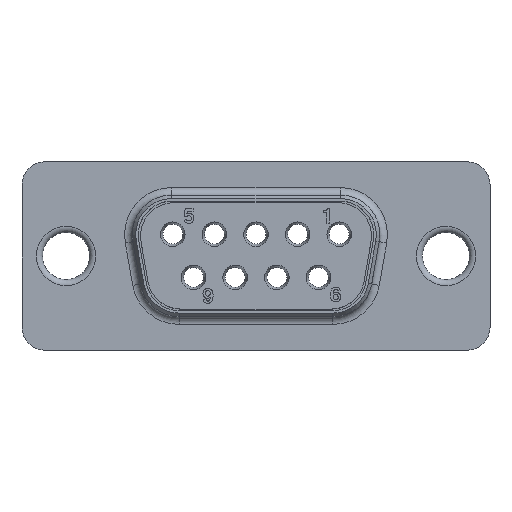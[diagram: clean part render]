
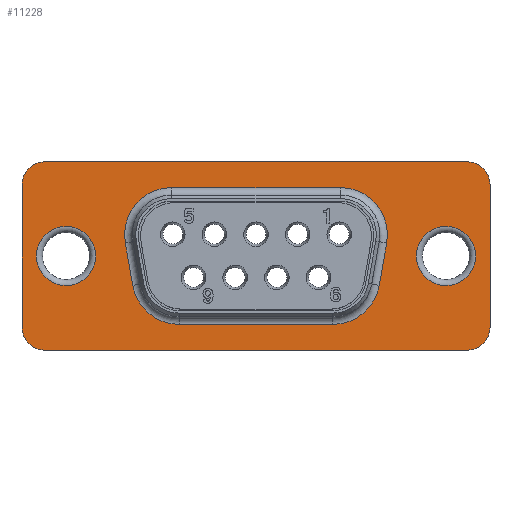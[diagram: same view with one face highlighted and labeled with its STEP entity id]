
A CAD part, top view. The second image highlights one B-rep face of the part: STEP entity #11228.
In plain terms, the highlighted face is planar.
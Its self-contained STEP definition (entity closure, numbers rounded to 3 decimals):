
#11057=CARTESIAN_POINT('',(-10.55,0.,-0.4));
#11058=VERTEX_POINT('',#11057);
#11059=CARTESIAN_POINT('',(-12.5,0.0,-0.4));
#11060=DIRECTION('',(0.0,0.0,-1.0));
#11061=DIRECTION('',(-1.0,0.0,0.0));
#11062=AXIS2_PLACEMENT_3D('',#11059,#11060,#11061);
#11063=CIRCLE('',#11062,1.95);
#11064=EDGE_CURVE('',#11058,#11058,#11063,.T.);
#11069=CARTESIAN_POINT('',(7.735,0.027,-0.4));
#11070=DIRECTION('',(0.0,0.0,1.0));
#11071=DIRECTION('',(1.0,0.0,0.0));
#11072=AXIS2_PLACEMENT_3D('',#11069,#11070,#11071);
#11073=PLANE('',#11072);
#11074=CARTESIAN_POINT('',(15.4,4.7,-0.4));
#11075=VERTEX_POINT('',#11074);
#11076=CARTESIAN_POINT('',(13.9,6.2,-0.4));
#11077=VERTEX_POINT('',#11076);
#11078=CARTESIAN_POINT('',(13.9,4.7,-0.4));
#11079=DIRECTION('',(0.0,0.0,1.0));
#11080=DIRECTION('',(0.707,0.707,0.0));
#11081=AXIS2_PLACEMENT_3D('',#11078,#11079,#11080);
#11082=CIRCLE('',#11081,1.5);
#11083=EDGE_CURVE('',#11075,#11077,#11082,.T.);
#11084=ORIENTED_EDGE('',*,*,#11083,.F.);
#11085=CARTESIAN_POINT('',(15.4,-4.7,-0.4));
#11086=VERTEX_POINT('',#11085);
#11087=CARTESIAN_POINT('',(15.4,-4.7,-0.4));
#11088=DIRECTION('',(0.0,1.0,0.0));
#11089=VECTOR('',#11088,9.4);
#11090=LINE('',#11087,#11089);
#11091=EDGE_CURVE('',#11086,#11075,#11090,.T.);
#11092=ORIENTED_EDGE('',*,*,#11091,.F.);
#11093=CARTESIAN_POINT('',(13.9,-6.2,-0.4));
#11094=VERTEX_POINT('',#11093);
#11095=CARTESIAN_POINT('',(13.9,-4.7,-0.4));
#11096=DIRECTION('',(0.0,0.0,1.0));
#11097=DIRECTION('',(0.707,-0.707,0.0));
#11098=AXIS2_PLACEMENT_3D('',#11095,#11096,#11097);
#11099=CIRCLE('',#11098,1.5);
#11100=EDGE_CURVE('',#11094,#11086,#11099,.T.);
#11101=ORIENTED_EDGE('',*,*,#11100,.F.);
#11102=CARTESIAN_POINT('',(-13.9,-6.2,-0.4));
#11103=VERTEX_POINT('',#11102);
#11104=CARTESIAN_POINT('',(-13.9,-6.2,-0.4));
#11105=DIRECTION('',(1.0,0.0,0.0));
#11106=VECTOR('',#11105,27.8);
#11107=LINE('',#11104,#11106);
#11108=EDGE_CURVE('',#11103,#11094,#11107,.T.);
#11109=ORIENTED_EDGE('',*,*,#11108,.F.);
#11110=CARTESIAN_POINT('',(-15.4,-4.7,-0.4));
#11111=VERTEX_POINT('',#11110);
#11112=CARTESIAN_POINT('',(-13.9,-4.7,-0.4));
#11113=DIRECTION('',(0.0,0.0,1.0));
#11114=DIRECTION('',(-0.707,-0.707,0.0));
#11115=AXIS2_PLACEMENT_3D('',#11112,#11113,#11114);
#11116=CIRCLE('',#11115,1.5);
#11117=EDGE_CURVE('',#11111,#11103,#11116,.T.);
#11118=ORIENTED_EDGE('',*,*,#11117,.F.);
#11119=CARTESIAN_POINT('',(-15.4,4.7,-0.4));
#11120=VERTEX_POINT('',#11119);
#11121=CARTESIAN_POINT('',(-15.4,4.7,-0.4));
#11122=DIRECTION('',(0.0,-1.0,0.0));
#11123=VECTOR('',#11122,9.4);
#11124=LINE('',#11121,#11123);
#11125=EDGE_CURVE('',#11120,#11111,#11124,.T.);
#11126=ORIENTED_EDGE('',*,*,#11125,.F.);
#11127=CARTESIAN_POINT('',(-13.9,6.2,-0.4));
#11128=VERTEX_POINT('',#11127);
#11129=CARTESIAN_POINT('',(-13.9,4.7,-0.4));
#11130=DIRECTION('',(0.0,0.0,1.0));
#11131=DIRECTION('',(-0.707,0.707,0.0));
#11132=AXIS2_PLACEMENT_3D('',#11129,#11130,#11131);
#11133=CIRCLE('',#11132,1.5);
#11134=EDGE_CURVE('',#11128,#11120,#11133,.T.);
#11135=ORIENTED_EDGE('',*,*,#11134,.F.);
#11136=CARTESIAN_POINT('',(13.9,6.2,-0.4));
#11137=DIRECTION('',(-1.0,0.0,0.0));
#11138=VECTOR('',#11137,27.8);
#11139=LINE('',#11136,#11138);
#11140=EDGE_CURVE('',#11077,#11128,#11139,.T.);
#11141=ORIENTED_EDGE('',*,*,#11140,.F.);
#11142=EDGE_LOOP('',(#11084,#11092,#11101,#11109,#11118,#11126,#11135,#11141));
#11143=FACE_OUTER_BOUND('',#11142,.T.);
#11144=CARTESIAN_POINT('',(14.45,0.,-0.4));
#11145=VERTEX_POINT('',#11144);
#11146=CARTESIAN_POINT('',(12.5,0.0,-0.4));
#11147=DIRECTION('',(0.0,0.0,-1.0));
#11148=DIRECTION('',(-1.0,0.0,0.0));
#11149=AXIS2_PLACEMENT_3D('',#11146,#11147,#11148);
#11150=CIRCLE('',#11149,1.95);
#11151=EDGE_CURVE('',#11145,#11145,#11150,.T.);
#11152=ORIENTED_EDGE('',*,*,#11151,.F.);
#11153=EDGE_LOOP('',(#11152));
#11154=FACE_BOUND('',#11153,.T.);
#11155=CARTESIAN_POINT('',(5.056,-4.5,-0.4));
#11156=VERTEX_POINT('',#11155);
#11157=CARTESIAN_POINT('',(-5.056,-4.5,-0.4));
#11158=VERTEX_POINT('',#11157);
#11159=CARTESIAN_POINT('',(5.056,-4.5,-0.4));
#11160=DIRECTION('',(-1.0,0.0,0.0));
#11161=VECTOR('',#11160,10.113);
#11162=LINE('',#11159,#11161);
#11163=EDGE_CURVE('',#11156,#11158,#11162,.T.);
#11164=ORIENTED_EDGE('',*,*,#11163,.F.);
#11165=CARTESIAN_POINT('',(8.109,-1.938,-0.4));
#11166=VERTEX_POINT('',#11165);
#11167=CARTESIAN_POINT('',(5.056,-1.4,-0.4));
#11168=DIRECTION('',(0.0,0.0,-1.0));
#11169=DIRECTION('',(0.643,-0.766,0.0));
#11170=AXIS2_PLACEMENT_3D('',#11167,#11168,#11169);
#11171=CIRCLE('',#11170,3.1);
#11172=EDGE_CURVE('',#11166,#11156,#11171,.T.);
#11173=ORIENTED_EDGE('',*,*,#11172,.F.);
#11174=CARTESIAN_POINT('',(8.603,0.862,-0.4));
#11175=VERTEX_POINT('',#11174);
#11176=CARTESIAN_POINT('',(8.603,0.862,-0.4));
#11177=DIRECTION('',(-0.174,-0.985,0.0));
#11178=VECTOR('',#11177,2.843);
#11179=LINE('',#11176,#11178);
#11180=EDGE_CURVE('',#11175,#11166,#11179,.T.);
#11181=ORIENTED_EDGE('',*,*,#11180,.F.);
#11182=CARTESIAN_POINT('',(5.55,4.5,-0.4));
#11183=VERTEX_POINT('',#11182);
#11184=CARTESIAN_POINT('',(5.55,1.4,-0.4));
#11185=DIRECTION('',(0.0,0.0,-1.0));
#11186=DIRECTION('',(0.766,0.643,0.0));
#11187=AXIS2_PLACEMENT_3D('',#11184,#11185,#11186);
#11188=CIRCLE('',#11187,3.1);
#11189=EDGE_CURVE('',#11183,#11175,#11188,.T.);
#11190=ORIENTED_EDGE('',*,*,#11189,.F.);
#11191=CARTESIAN_POINT('',(-5.55,4.5,-0.4));
#11192=VERTEX_POINT('',#11191);
#11193=CARTESIAN_POINT('',(-5.55,4.5,-0.4));
#11194=DIRECTION('',(1.0,0.0,0.0));
#11195=VECTOR('',#11194,11.1);
#11196=LINE('',#11193,#11195);
#11197=EDGE_CURVE('',#11192,#11183,#11196,.T.);
#11198=ORIENTED_EDGE('',*,*,#11197,.F.);
#11199=CARTESIAN_POINT('',(-8.603,0.862,-0.4));
#11200=VERTEX_POINT('',#11199);
#11201=CARTESIAN_POINT('',(-5.55,1.4,-0.4));
#11202=DIRECTION('',(0.0,0.0,-1.0));
#11203=DIRECTION('',(-0.766,0.643,0.0));
#11204=AXIS2_PLACEMENT_3D('',#11201,#11202,#11203);
#11205=CIRCLE('',#11204,3.1);
#11206=EDGE_CURVE('',#11200,#11192,#11205,.T.);
#11207=ORIENTED_EDGE('',*,*,#11206,.F.);
#11208=CARTESIAN_POINT('',(-8.109,-1.938,-0.4));
#11209=VERTEX_POINT('',#11208);
#11210=CARTESIAN_POINT('',(-8.109,-1.938,-0.4));
#11211=DIRECTION('',(-0.174,0.985,0.0));
#11212=VECTOR('',#11211,2.843);
#11213=LINE('',#11210,#11212);
#11214=EDGE_CURVE('',#11209,#11200,#11213,.T.);
#11215=ORIENTED_EDGE('',*,*,#11214,.F.);
#11216=CARTESIAN_POINT('',(-5.056,-1.4,-0.4));
#11217=DIRECTION('',(0.0,0.0,-1.0));
#11218=DIRECTION('',(-0.643,-0.766,0.0));
#11219=AXIS2_PLACEMENT_3D('',#11216,#11217,#11218);
#11220=CIRCLE('',#11219,3.1);
#11221=EDGE_CURVE('',#11158,#11209,#11220,.T.);
#11222=ORIENTED_EDGE('',*,*,#11221,.F.);
#11223=EDGE_LOOP('',(#11164,#11173,#11181,#11190,#11198,#11207,#11215,#11222));
#11224=FACE_BOUND('',#11223,.T.);
#11225=ORIENTED_EDGE('',*,*,#11064,.F.);
#11226=EDGE_LOOP('',(#11225));
#11227=FACE_BOUND('',#11226,.T.);
#11228=ADVANCED_FACE('',(#11143,#11154,#11224,#11227),#11073,.F.);
